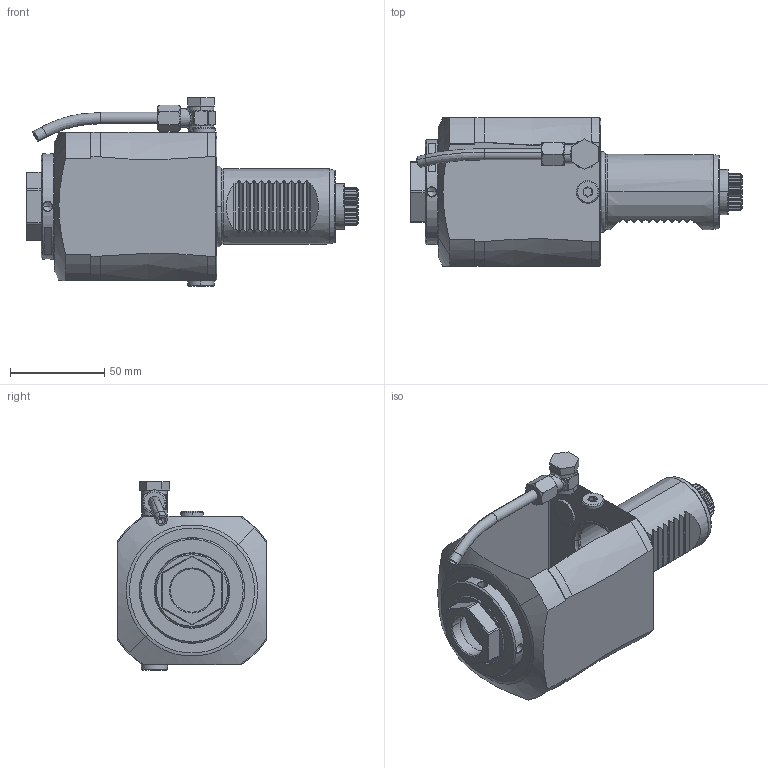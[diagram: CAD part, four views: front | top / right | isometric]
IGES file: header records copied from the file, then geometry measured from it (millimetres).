
Start section:  PTC IGES file: ngt1_40_135_32_3hd.igs
Global section: file name: ngt1_40_135_32_3hd.igs; native system: Pro/ENGINEER by Parametric Technology Corporation; preprocessor: 2010280; author: vali; organization: Unknown; date: 20220524.131111; units: millimetre
Bounding box: 176.5 x 79 x 100.4 mm (x, y, z)
Volume: 605664.8 mm3; surface area: 54804.6 mm2
Topology: 2 solids, 3 shells, 495 faces, 1322 edges, 848 vertices
Faces by surface type: revolution 308, bspline 187
